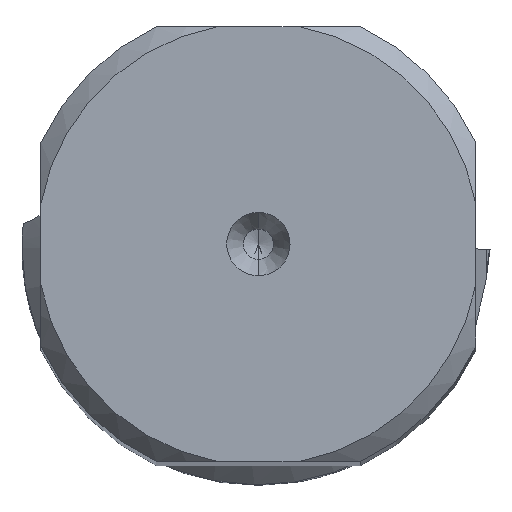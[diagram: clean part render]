
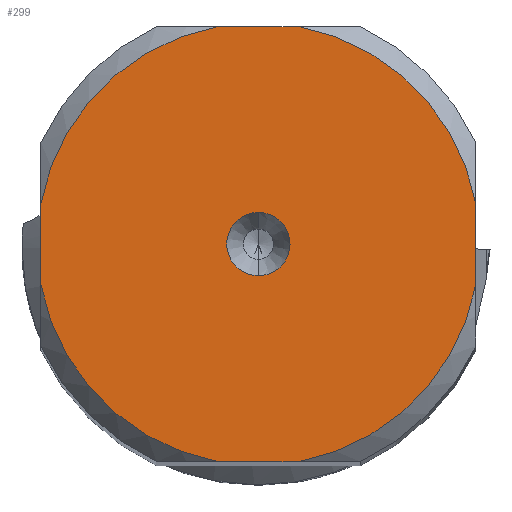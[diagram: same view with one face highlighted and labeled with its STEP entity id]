
A CAD part, top view. The second image highlights one B-rep face of the part: STEP entity #299.
In plain terms, the highlighted planar face has unit normal (0, 0, 1).
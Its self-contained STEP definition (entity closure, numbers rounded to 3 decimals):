
#299=ADVANCED_FACE('',(#426,#427),#394,.T.);
#394=PLANE('',#2114);
#426=FACE_BOUND('',#452,.T.);
#427=FACE_BOUND('',#453,.T.);
#452=EDGE_LOOP('',(#625,#626,#627,#628,#629,#630,#631,#632));
#453=EDGE_LOOP('',(#633,#634));
#625=ORIENTED_EDGE('',*,*,#1352,.F.);
#626=ORIENTED_EDGE('',*,*,#1353,.F.);
#627=ORIENTED_EDGE('',*,*,#1354,.F.);
#628=ORIENTED_EDGE('',*,*,#1355,.F.);
#629=ORIENTED_EDGE('',*,*,#1356,.F.);
#630=ORIENTED_EDGE('',*,*,#1357,.F.);
#631=ORIENTED_EDGE('',*,*,#1358,.F.);
#632=ORIENTED_EDGE('',*,*,#1359,.F.);
#633=ORIENTED_EDGE('',*,*,#1360,.F.);
#634=ORIENTED_EDGE('',*,*,#1361,.F.);
#1147=VERTEX_POINT('',#2976);
#1148=VERTEX_POINT('',#2977);
#1149=VERTEX_POINT('',#2979);
#1150=VERTEX_POINT('',#2981);
#1151=VERTEX_POINT('',#2983);
#1152=VERTEX_POINT('',#2985);
#1153=VERTEX_POINT('',#2987);
#1154=VERTEX_POINT('',#2989);
#1155=VERTEX_POINT('',#2992);
#1156=VERTEX_POINT('',#2993);
#1352=EDGE_CURVE('',#1147,#1148,#1773,.T.);
#1353=EDGE_CURVE('',#1149,#1147,#1623,.T.);
#1354=EDGE_CURVE('',#1150,#1149,#1774,.T.);
#1355=EDGE_CURVE('',#1151,#1150,#1624,.T.);
#1356=EDGE_CURVE('',#1152,#1151,#1775,.T.);
#1357=EDGE_CURVE('',#1153,#1152,#1625,.T.);
#1358=EDGE_CURVE('',#1154,#1153,#1776,.T.);
#1359=EDGE_CURVE('',#1148,#1154,#1626,.T.);
#1360=EDGE_CURVE('',#1155,#1156,#1627,.T.);
#1361=EDGE_CURVE('',#1156,#1155,#1628,.T.);
#1623=CIRCLE('',#2108,11.7);
#1624=CIRCLE('',#2109,11.7);
#1625=CIRCLE('',#2110,11.7);
#1626=CIRCLE('',#2111,11.7);
#1627=CIRCLE('',#2112,1.675);
#1628=CIRCLE('',#2113,1.675);
#1773=LINE('',#2975,#1904);
#1774=LINE('',#2980,#1905);
#1775=LINE('',#2984,#1906);
#1776=LINE('',#2988,#1907);
#1904=VECTOR('',#2411,1.);
#1905=VECTOR('',#2414,1.);
#1906=VECTOR('',#2417,1.);
#1907=VECTOR('',#2420,1.);
#2108=AXIS2_PLACEMENT_3D('',#2978,#2412,#2413);
#2109=AXIS2_PLACEMENT_3D('',#2982,#2415,#2416);
#2110=AXIS2_PLACEMENT_3D('',#2986,#2418,#2419);
#2111=AXIS2_PLACEMENT_3D('',#2990,#2421,#2422);
#2112=AXIS2_PLACEMENT_3D('',#2991,#2423,#2424);
#2113=AXIS2_PLACEMENT_3D('',#2994,#2425,#2426);
#2114=AXIS2_PLACEMENT_3D('',#2995,#2427,#2428);
#2411=DIRECTION('',(0.,1.,0.));
#2412=DIRECTION('',(0.,0.,-1.));
#2413=DIRECTION('',(-0.184,-0.983,0.));
#2414=DIRECTION('',(-1.,0.,0.));
#2415=DIRECTION('',(0.,0.,-1.));
#2416=DIRECTION('',(0.983,-0.184,0.));
#2417=DIRECTION('',(0.,-1.,0.));
#2418=DIRECTION('',(0.,0.,-1.));
#2419=DIRECTION('',(0.184,0.983,0.));
#2420=DIRECTION('',(1.,0.,0.));
#2421=DIRECTION('',(0.,0.,-1.));
#2422=DIRECTION('',(-0.983,0.184,0.));
#2423=DIRECTION('',(0.,0.,1.));
#2424=DIRECTION('',(0.,-1.,0.));
#2425=DIRECTION('',(0.,0.,1.));
#2426=DIRECTION('',(0.,1.,0.));
#2427=DIRECTION('',(0.,0.,1.));
#2428=DIRECTION('',(-1.,0.,0.));
#2975=CARTESIAN_POINT('',(-11.5,-2.154,0.));
#2976=CARTESIAN_POINT('',(-11.5,-2.154,0.));
#2977=CARTESIAN_POINT('',(-11.5,2.154,0.));
#2978=CARTESIAN_POINT('',(0.,0.,0.));
#2979=CARTESIAN_POINT('',(-2.154,-11.5,0.));
#2980=CARTESIAN_POINT('',(2.154,-11.5,0.));
#2981=CARTESIAN_POINT('',(2.154,-11.5,0.));
#2982=CARTESIAN_POINT('',(0.,0.,0.));
#2983=CARTESIAN_POINT('',(11.5,-2.154,0.));
#2984=CARTESIAN_POINT('',(11.5,2.154,0.));
#2985=CARTESIAN_POINT('',(11.5,2.154,0.));
#2986=CARTESIAN_POINT('',(0.,0.,0.));
#2987=CARTESIAN_POINT('',(2.154,11.5,0.));
#2988=CARTESIAN_POINT('',(-2.154,11.5,0.));
#2989=CARTESIAN_POINT('',(-2.154,11.5,0.));
#2990=CARTESIAN_POINT('',(0.,0.,0.));
#2991=CARTESIAN_POINT('',(0.,0.,0.));
#2992=CARTESIAN_POINT('',(0.,-1.675,0.));
#2993=CARTESIAN_POINT('',(0.,1.675,0.));
#2994=CARTESIAN_POINT('',(0.,0.,0.));
#2995=CARTESIAN_POINT('',(0.,0.,0.));
